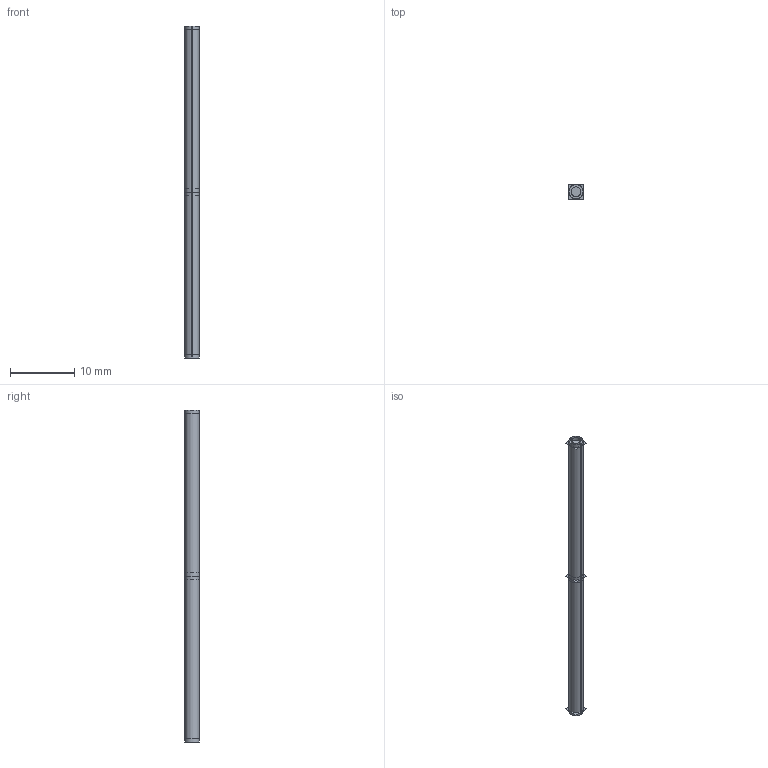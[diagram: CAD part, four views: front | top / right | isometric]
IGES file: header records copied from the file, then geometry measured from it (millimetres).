
Start section:  PTC IGES file: 193336.igs
Global section: file name: 193336.igs; native system: Creo Parametric by Parametric Technology Corporation; preprocessor: 2013230; author: pdmadmin; organization: Unknown; date: 20160217.155956; units: millimetre
Bounding box: 2.3 x 2.3 x 51.82 mm (x, y, z)
Volume: 105.2 mm3; surface area: 2461.6 mm2
Topology: 2 solids, 2 shells, 24 faces, 112 edges, 144 vertices
Faces by surface type: revolution 16, bspline 8
